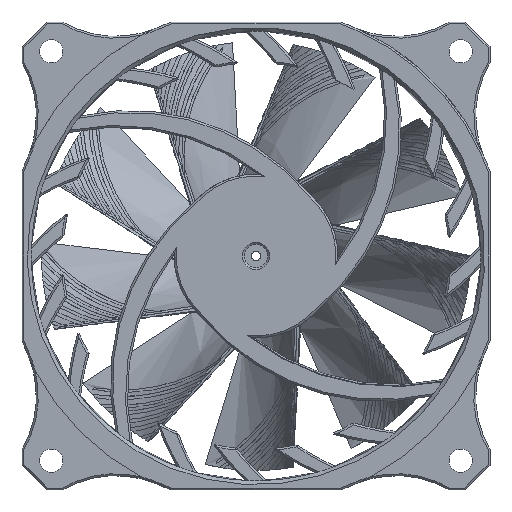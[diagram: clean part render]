
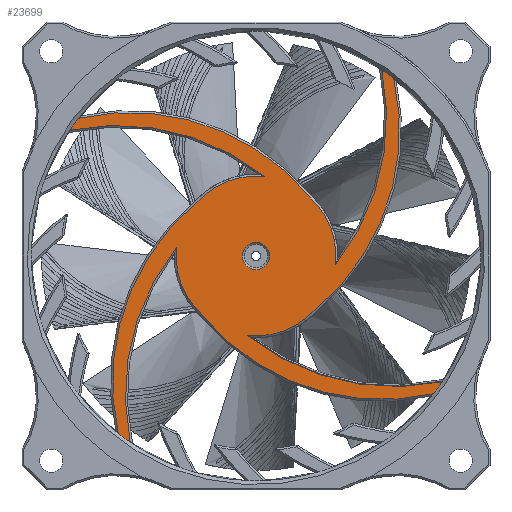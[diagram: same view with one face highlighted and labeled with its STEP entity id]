
A CAD part, front view. The second image highlights one B-rep face of the part: STEP entity #23699.
In plain terms, the highlighted planar face has unit normal (0, -1, 0).
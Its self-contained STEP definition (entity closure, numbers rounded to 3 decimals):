
#539=FACE_BOUND('',#5318,.T.);
#3378=PLANE('',#25456);
#3968=FACE_OUTER_BOUND('',#5317,.T.);
#5317=EDGE_LOOP('',(#16102,#16103,#16104,#16105,#16106,#16107,#16108,#16109,
#16110,#16111,#16112,#16113,#16114,#16115,#16116,#16117));
#5318=EDGE_LOOP('',(#16118));
#8533=CIRCLE('',#25422,59.795);
#8534=CIRCLE('',#25424,20.478);
#8536=CIRCLE('',#25427,60.795);
#8538=CIRCLE('',#25433,59.795);
#8539=CIRCLE('',#25435,20.478);
#8540=CIRCLE('',#25437,60.795);
#8541=CIRCLE('',#25439,59.795);
#8542=CIRCLE('',#25441,20.478);
#8543=CIRCLE('',#25443,60.795);
#8544=CIRCLE('',#25445,59.795);
#8545=CIRCLE('',#25447,20.478);
#8546=CIRCLE('',#25449,60.795);
#8549=CIRCLE('',#25455,3.5);
#8550=CIRCLE('',#25457,57.639);
#8551=CIRCLE('',#25458,57.639);
#8552=CIRCLE('',#25459,57.639);
#8553=CIRCLE('',#25460,57.639);
#9233=VERTEX_POINT('',#32719);
#9234=VERTEX_POINT('',#32724);
#9235=VERTEX_POINT('',#32731);
#9237=VERTEX_POINT('',#32740);
#9239=VERTEX_POINT('',#32756);
#9240=VERTEX_POINT('',#32761);
#9241=VERTEX_POINT('',#32768);
#9242=VERTEX_POINT('',#32775);
#9243=VERTEX_POINT('',#32782);
#9244=VERTEX_POINT('',#32787);
#9245=VERTEX_POINT('',#32794);
#9246=VERTEX_POINT('',#32801);
#9247=VERTEX_POINT('',#32808);
#9248=VERTEX_POINT('',#32813);
#9249=VERTEX_POINT('',#32820);
#9250=VERTEX_POINT('',#32827);
#9253=VERTEX_POINT('',#32840);
#11845=EDGE_CURVE('',#9233,#9234,#8533,.T.);
#11847=EDGE_CURVE('',#9234,#9235,#8534,.T.);
#11850=EDGE_CURVE('',#9235,#9237,#8536,.T.);
#11858=EDGE_CURVE('',#9239,#9240,#8538,.T.);
#11860=EDGE_CURVE('',#9240,#9241,#8539,.T.);
#11862=EDGE_CURVE('',#9241,#9242,#8540,.T.);
#11865=EDGE_CURVE('',#9243,#9244,#8541,.T.);
#11867=EDGE_CURVE('',#9244,#9245,#8542,.T.);
#11869=EDGE_CURVE('',#9245,#9246,#8543,.T.);
#11872=EDGE_CURVE('',#9247,#9248,#8544,.T.);
#11874=EDGE_CURVE('',#9248,#9249,#8545,.T.);
#11876=EDGE_CURVE('',#9249,#9250,#8546,.T.);
#11880=EDGE_CURVE('',#9253,#9253,#8549,.T.);
#11881=EDGE_CURVE('',#9250,#9233,#8550,.T.);
#11882=EDGE_CURVE('',#9246,#9247,#8551,.T.);
#11883=EDGE_CURVE('',#9242,#9243,#8552,.T.);
#11884=EDGE_CURVE('',#9237,#9239,#8553,.T.);
#16102=ORIENTED_EDGE('',*,*,#11845,.F.);
#16103=ORIENTED_EDGE('',*,*,#11881,.F.);
#16104=ORIENTED_EDGE('',*,*,#11876,.F.);
#16105=ORIENTED_EDGE('',*,*,#11874,.F.);
#16106=ORIENTED_EDGE('',*,*,#11872,.F.);
#16107=ORIENTED_EDGE('',*,*,#11882,.F.);
#16108=ORIENTED_EDGE('',*,*,#11869,.F.);
#16109=ORIENTED_EDGE('',*,*,#11867,.F.);
#16110=ORIENTED_EDGE('',*,*,#11865,.F.);
#16111=ORIENTED_EDGE('',*,*,#11883,.F.);
#16112=ORIENTED_EDGE('',*,*,#11862,.F.);
#16113=ORIENTED_EDGE('',*,*,#11860,.F.);
#16114=ORIENTED_EDGE('',*,*,#11858,.F.);
#16115=ORIENTED_EDGE('',*,*,#11884,.F.);
#16116=ORIENTED_EDGE('',*,*,#11850,.F.);
#16117=ORIENTED_EDGE('',*,*,#11847,.F.);
#16118=ORIENTED_EDGE('',*,*,#11880,.F.);
#23699=ADVANCED_FACE('',(#3968,#539),#3378,.F.);
#25422=AXIS2_PLACEMENT_3D('',#32725,#27971,#27972);
#25424=AXIS2_PLACEMENT_3D('',#32732,#27975,#27976);
#25427=AXIS2_PLACEMENT_3D('',#32741,#27981,#27982);
#25433=AXIS2_PLACEMENT_3D('',#32762,#27997,#27998);
#25435=AXIS2_PLACEMENT_3D('',#32769,#28001,#28002);
#25437=AXIS2_PLACEMENT_3D('',#32776,#28005,#28006);
#25439=AXIS2_PLACEMENT_3D('',#32788,#28009,#28010);
#25441=AXIS2_PLACEMENT_3D('',#32795,#28013,#28014);
#25443=AXIS2_PLACEMENT_3D('',#32802,#28017,#28018);
#25445=AXIS2_PLACEMENT_3D('',#32814,#28021,#28022);
#25447=AXIS2_PLACEMENT_3D('',#32821,#28025,#28026);
#25449=AXIS2_PLACEMENT_3D('',#32828,#28029,#28030);
#25455=AXIS2_PLACEMENT_3D('',#32841,#28041,#28042);
#25456=AXIS2_PLACEMENT_3D('',#32842,#28043,#28044);
#25457=AXIS2_PLACEMENT_3D('',#32843,#28045,#28046);
#25458=AXIS2_PLACEMENT_3D('',#32844,#28047,#28048);
#25459=AXIS2_PLACEMENT_3D('',#32845,#28049,#28050);
#25460=AXIS2_PLACEMENT_3D('',#32846,#28051,#28052);
#27971=DIRECTION('center_axis',(0.,1.,0.));
#27972=DIRECTION('ref_axis',(-0.977,0.,-0.212));
#27975=DIRECTION('center_axis',(0.,1.,0.));
#27976=DIRECTION('ref_axis',(-0.738,0.,0.675));
#27981=DIRECTION('center_axis',(0.,-1.,0.));
#27982=DIRECTION('ref_axis',(-0.21,0.,0.978));
#27997=DIRECTION('center_axis',(0.,1.,0.));
#27998=DIRECTION('ref_axis',(-0.212,0.,0.977));
#28001=DIRECTION('center_axis',(0.,1.,0.));
#28002=DIRECTION('ref_axis',(0.675,0.,0.738));
#28005=DIRECTION('center_axis',(0.,-1.,0.));
#28006=DIRECTION('ref_axis',(0.978,0.,0.21));
#28009=DIRECTION('center_axis',(0.,1.,0.));
#28010=DIRECTION('ref_axis',(0.977,0.,0.212));
#28013=DIRECTION('center_axis',(0.,1.,0.));
#28014=DIRECTION('ref_axis',(0.738,0.,-0.675));
#28017=DIRECTION('center_axis',(0.,-1.,0.));
#28018=DIRECTION('ref_axis',(0.21,0.,-0.978));
#28021=DIRECTION('center_axis',(0.,1.,0.));
#28022=DIRECTION('ref_axis',(0.212,0.,-0.977));
#28025=DIRECTION('center_axis',(0.,1.,0.));
#28026=DIRECTION('ref_axis',(-0.675,0.,-0.738));
#28029=DIRECTION('center_axis',(0.,-1.,0.));
#28030=DIRECTION('ref_axis',(-0.978,0.,-0.21));
#28041=DIRECTION('center_axis',(0.,-1.,0.));
#28042=DIRECTION('ref_axis',(-1.,0.,0.));
#28043=DIRECTION('center_axis',(0.,1.,0.));
#28044=DIRECTION('ref_axis',(0.,0.,1.));
#28045=DIRECTION('center_axis',(0.,1.,0.));
#28046=DIRECTION('ref_axis',(-1.,0.,0.));
#28047=DIRECTION('center_axis',(0.,1.,0.));
#28048=DIRECTION('ref_axis',(-1.,0.,0.));
#28049=DIRECTION('center_axis',(0.,1.,0.));
#28050=DIRECTION('ref_axis',(-1.,0.,0.));
#28051=DIRECTION('center_axis',(0.,1.,0.));
#28052=DIRECTION('ref_axis',(-1.,0.,0.));
#32719=CARTESIAN_POINT('',(-35.318,1.,-45.551));
#32724=CARTESIAN_POINT('',(-15.134,1.,13.795));
#32725=CARTESIAN_POINT('Origin',(22.984,1.,-32.275));
#32731=CARTESIAN_POINT('',(2.273,1.,20.351));
#32732=CARTESIAN_POINT('Origin',(0.,1.,0.));
#32740=CARTESIAN_POINT('',(-47.772,1.,32.249));
#32741=CARTESIAN_POINT('Origin',(-35.491,1.,-27.292));
#32756=CARTESIAN_POINT('',(-45.551,1.,35.318));
#32761=CARTESIAN_POINT('',(13.795,1.,15.134));
#32762=CARTESIAN_POINT('Origin',(-32.275,1.,-22.984));
#32768=CARTESIAN_POINT('',(20.351,1.,-2.273));
#32769=CARTESIAN_POINT('Origin',(0.,1.,0.));
#32775=CARTESIAN_POINT('',(32.249,1.,47.772));
#32776=CARTESIAN_POINT('Origin',(-27.292,1.,35.491));
#32782=CARTESIAN_POINT('',(35.318,1.,45.551));
#32787=CARTESIAN_POINT('',(15.134,1.,-13.795));
#32788=CARTESIAN_POINT('Origin',(-22.984,1.,32.275));
#32794=CARTESIAN_POINT('',(-2.273,1.,-20.351));
#32795=CARTESIAN_POINT('Origin',(0.,1.,0.));
#32801=CARTESIAN_POINT('',(47.772,1.,-32.249));
#32802=CARTESIAN_POINT('Origin',(35.491,1.,27.292));
#32808=CARTESIAN_POINT('',(45.551,1.,-35.318));
#32813=CARTESIAN_POINT('',(-13.795,1.,-15.134));
#32814=CARTESIAN_POINT('Origin',(32.275,1.,22.984));
#32820=CARTESIAN_POINT('',(-20.351,1.,2.273));
#32821=CARTESIAN_POINT('Origin',(0.,1.,0.));
#32827=CARTESIAN_POINT('',(-32.249,1.,-47.772));
#32828=CARTESIAN_POINT('Origin',(27.292,1.,-35.491));
#32840=CARTESIAN_POINT('',(3.5,1.,0.));
#32841=CARTESIAN_POINT('Origin',(0.,1.,0.));
#32842=CARTESIAN_POINT('Origin',(0.,1.,0.));
#32843=CARTESIAN_POINT('Origin',(0.,1.,0.));
#32844=CARTESIAN_POINT('Origin',(0.,1.,0.));
#32845=CARTESIAN_POINT('Origin',(0.,1.,0.));
#32846=CARTESIAN_POINT('Origin',(0.,1.,0.));
